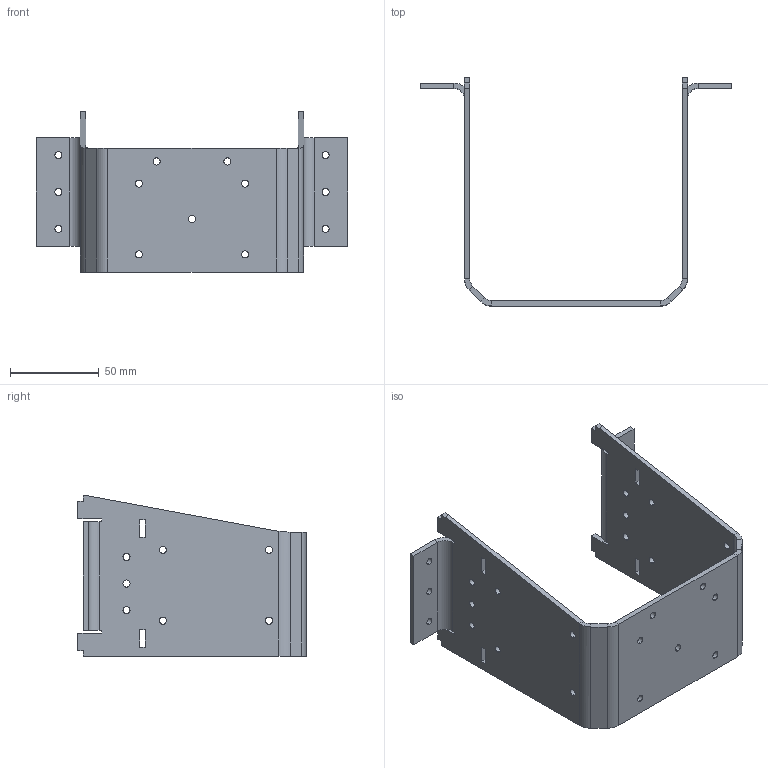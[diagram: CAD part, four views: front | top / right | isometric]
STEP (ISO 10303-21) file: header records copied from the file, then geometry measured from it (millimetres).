
FILE_DESCRIPTION (( 'STEP AP203' ), '1' );
FILE_NAME ('roll_u_plate_Default_sldprt.STEP', '2025-04-30T19:13:12', ( '' ), ( '' ), 'SwSTEP 2.0', 'SolidWorks 2024', '' );
FILE_SCHEMA (( 'CONFIG_CONTROL_DESIGN' ));
Length unit declared in the file: millimetre
Products named in the file (1): roll_u_plate_Default_sldprt
Bounding box: 176 x 129 x 90.5 mm (x, y, z)
Volume: 89141.4 mm3; surface area: 64042.5 mm2
Topology: 1 solids, 1 shells, 176 faces, 448 edges, 274 vertices
Faces by surface type: plane 82, cylinder 66, cone 26, bspline 2
Entity records: 5531 total; most frequent: CARTESIAN_POINT 989, DIRECTION 948, ORIENTED_EDGE 896, EDGE_CURVE 448, AXIS2_PLACEMENT_3D 329, VECTOR 290, LINE 290, VERTEX_POINT 274
